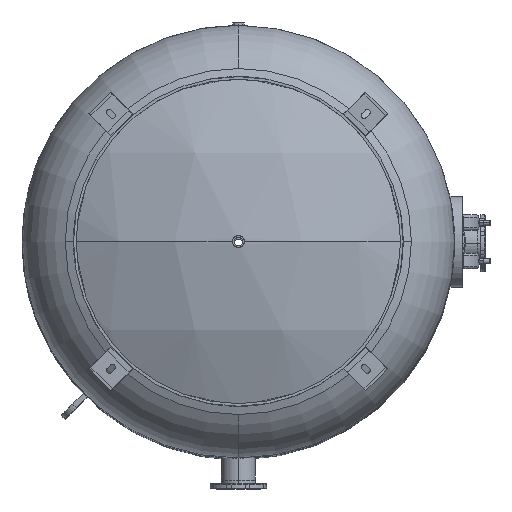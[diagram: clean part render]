
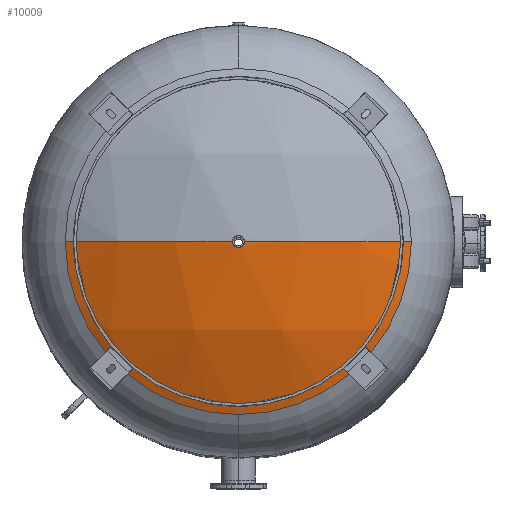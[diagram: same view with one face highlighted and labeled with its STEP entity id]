
A CAD part, top view. The second image highlights one B-rep face of the part: STEP entity #10009.
In plain terms, the highlighted spherical face has radius 1920.24 mm.
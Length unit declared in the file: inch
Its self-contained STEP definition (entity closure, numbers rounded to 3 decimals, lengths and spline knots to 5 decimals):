
#127 = CIRCLE ( 'NONE', #19451, 75.6 ) ;
#137 = CIRCLE ( 'NONE', #19449, 33.6 ) ;
#139 = CIRCLE ( 'NONE', #19450, 1.1875 ) ;
#141 = CIRCLE ( 'NONE', #19452, 75.6 ) ;
#1050 = CARTESIAN_POINT ( 'NONE',  ( 1.1875, 0., 68.14692 ) ) ;
#1460 = EDGE_LOOP ( 'NONE', ( #9369, #9372, #9376, #9368, #9326 ) ) ;
#1478 = CARTESIAN_POINT ( 'NONE',  ( -33.6, 0., 60.27922 ) ) ;
#2385 = VERTEX_POINT ( 'NONE', #1478 ) ;
#2705 = VERTEX_POINT ( 'NONE', #7811 ) ;
#3417 = CARTESIAN_POINT ( 'NONE',  ( 0., 0., 60.27922 ) ) ;
#3418 = DIRECTION ( 'NONE',  ( 0., 0., -1. ) ) ;
#3419 = DIRECTION ( 'NONE',  ( 0., 1., 0. ) ) ;
#3420 = CARTESIAN_POINT ( 'NONE',  ( 0., 0., 68.14692 ) ) ;
#3421 = DIRECTION ( 'NONE',  ( 0., 0., 1. ) ) ;
#3422 = DIRECTION ( 'NONE',  ( -1., 0., 0. ) ) ;
#3425 = CARTESIAN_POINT ( 'NONE',  ( 0., 0., -7.44375 ) ) ;
#3426 = DIRECTION ( 'NONE',  ( 0., -1., 0. ) ) ;
#3427 = DIRECTION ( 'NONE',  ( 1., 0., 0. ) ) ;
#3428 = CARTESIAN_POINT ( 'NONE',  ( 0., 0., -7.44375 ) ) ;
#3429 = DIRECTION ( 'NONE',  ( 0., 1., 0. ) ) ;
#3430 = DIRECTION ( 'NONE',  ( 0., 0., 1. ) ) ;
#3524 = CARTESIAN_POINT ( 'NONE',  ( 33.6, 0., 60.27922 ) ) ;
#5044 = CARTESIAN_POINT ( 'NONE',  ( 0., 0., 60.27922 ) ) ;
#5046 = DIRECTION ( 'NONE',  ( 0., 0., -1. ) ) ;
#5048 = DIRECTION ( 'NONE',  ( 0., 1., 0. ) ) ;
#5754 = EDGE_CURVE ( 'NONE', #17596, #2385, #137, .T. ) ;
#5755 = EDGE_CURVE ( 'NONE', #2705, #8895, #139, .T. ) ;
#5756 = EDGE_CURVE ( 'NONE', #2705, #2385, #127, .T. ) ;
#5757 = EDGE_CURVE ( 'NONE', #8895, #8658, #141, .T. ) ;
#6876 = CIRCLE ( 'NONE', #9885, 33.6 ) ;
#7811 = CARTESIAN_POINT ( 'NONE',  ( -1.1875, 0., 68.14692 ) ) ;
#8301 = AXIS2_PLACEMENT_3D ( 'NONE', #11621, #11619, #11624 ) ;
#8658 = VERTEX_POINT ( 'NONE', #3524 ) ;
#8895 = VERTEX_POINT ( 'NONE', #1050 ) ;
#9326 = ORIENTED_EDGE ( 'NONE', *, *, #5757, .F. ) ;
#9368 = ORIENTED_EDGE ( 'NONE', *, *, #16028, .F. ) ;
#9369 = ORIENTED_EDGE ( 'NONE', *, *, #5755, .F. ) ;
#9372 = ORIENTED_EDGE ( 'NONE', *, *, #5756, .T. ) ;
#9376 = ORIENTED_EDGE ( 'NONE', *, *, #5754, .F. ) ;
#9885 = AXIS2_PLACEMENT_3D ( 'NONE', #5044, #5046, #5048 ) ;
#10009 = ADVANCED_FACE ( 'NONE', ( #19015 ), #19029, .T. ) ;
#11619 = DIRECTION ( 'NONE',  ( 0., -1., 0. ) ) ;
#11621 = CARTESIAN_POINT ( 'NONE',  ( 0., 0., -7.44375 ) ) ;
#11624 = DIRECTION ( 'NONE',  ( 1., 0., 0. ) ) ;
#16028 = EDGE_CURVE ( 'NONE', #8658, #17596, #6876, .T. ) ;
#17596 = VERTEX_POINT ( 'NONE', #17893 ) ;
#17893 = CARTESIAN_POINT ( 'NONE',  ( 0., -33.6, 60.27922 ) ) ;
#19015 = FACE_OUTER_BOUND ( 'NONE', #1460, .T. ) ;
#19029 = SPHERICAL_SURFACE ( 'NONE', #8301, 75.6 ) ;
#19449 = AXIS2_PLACEMENT_3D ( 'NONE', #3417, #3418, #3419 ) ;
#19450 = AXIS2_PLACEMENT_3D ( 'NONE', #3420, #3421, #3422 ) ;
#19451 = AXIS2_PLACEMENT_3D ( 'NONE', #3425, #3426, #3427 ) ;
#19452 = AXIS2_PLACEMENT_3D ( 'NONE', #3428, #3429, #3430 ) ;
